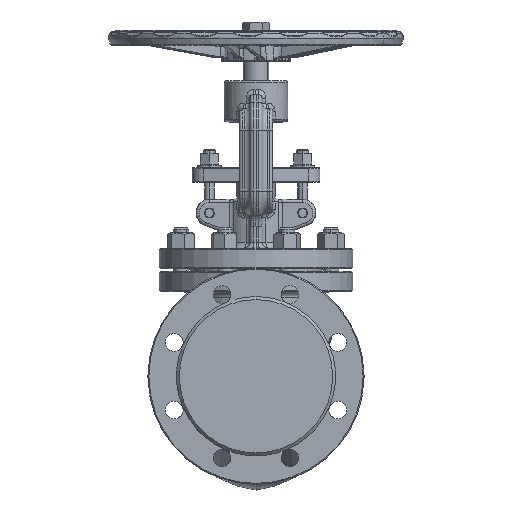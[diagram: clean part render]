
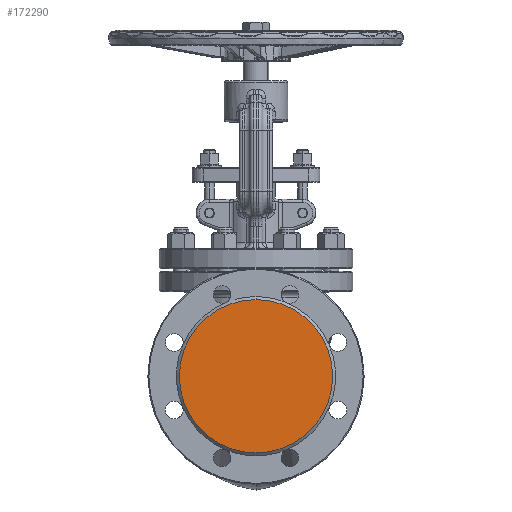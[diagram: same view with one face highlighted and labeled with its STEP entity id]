
A CAD part, left-side view. The second image highlights one B-rep face of the part: STEP entity #172290.
In plain terms, the highlighted planar face has unit normal (-1, 0, 0).
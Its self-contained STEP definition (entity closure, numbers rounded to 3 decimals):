
#9498=CARTESIAN_POINT('',(-175.,-0.,-78.));
#9499=VERTEX_POINT('',#9498);
#9500=CARTESIAN_POINT('',(-175.,-0.,78.));
#9501=VERTEX_POINT('',#9500);
#9502=CARTESIAN_POINT('',(-175.,-0.,-0.));
#9503=DIRECTION('',(-1.,-0.,-0.));
#9504=DIRECTION('',(-0.,0.,1.));
#9505=AXIS2_PLACEMENT_3D('',#9502,#9503,#9504);
#9506=CIRCLE('',#9505,78.);
#9507=EDGE_CURVE('NONE',#9499,#9501,#9506,.T.);
#172275=CARTESIAN_POINT('',(-175.,-0.,-0.));
#172276=DIRECTION('',(-1.,-0.,-0.));
#172277=DIRECTION('',(0.,-0.,-1.));
#172278=AXIS2_PLACEMENT_3D('',#172275,#172276,#172277);
#172279=PLANE('',#172278);
#172280=CARTESIAN_POINT('',(-175.,-0.,-0.));
#172281=DIRECTION('',(-1.,-0.,-0.));
#172282=DIRECTION('',(-0.,0.,1.));
#172283=AXIS2_PLACEMENT_3D('',#172280,#172281,#172282);
#172284=CIRCLE('',#172283,78.);
#172285=EDGE_CURVE('NONE',#9501,#9499,#172284,.T.);
#172286=ORIENTED_EDGE('',*,*,#172285,.T.);
#172287=ORIENTED_EDGE('',*,*,#9507,.T.);
#172288=EDGE_LOOP('',(#172286,#172287));
#172289=FACE_BOUND('',#172288,.T.);
#172290=ADVANCED_FACE('NONE',(#172289),#172279,.T.);
